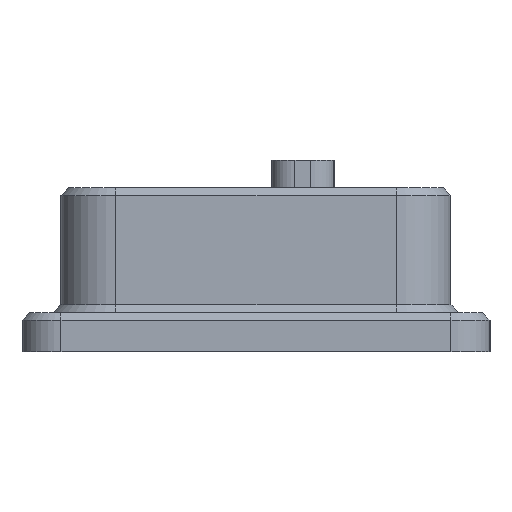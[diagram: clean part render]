
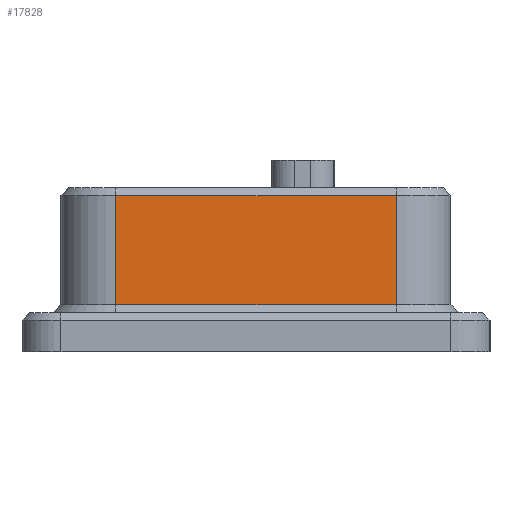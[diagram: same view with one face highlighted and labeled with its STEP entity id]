
A CAD part, left-side view. The second image highlights one B-rep face of the part: STEP entity #17828.
In plain terms, the highlighted planar face has unit normal (-1, 0, 0).
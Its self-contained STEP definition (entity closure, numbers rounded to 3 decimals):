
#5644 = PLANE('',#5645);
#5645 = AXIS2_PLACEMENT_3D('',#5646,#5647,#5648);
#5646 = CARTESIAN_POINT('',(2.5,48.,5.5));
#5647 = DIRECTION('',(-0.707,0.,0.707
    ));
#5648 = DIRECTION('',(0.,-1.,0.));
#14626 = VERTEX_POINT('',#14627);
#14627 = CARTESIAN_POINT('',(3.,12.,6.));
#14687 = CYLINDRICAL_SURFACE('',#14688,7.);
#14688 = AXIS2_PLACEMENT_3D('',#14689,#14690,#14691);
#14689 = CARTESIAN_POINT('',(10.,12.,5.));
#14690 = DIRECTION('',(-0.,-0.,-1.));
#14691 = DIRECTION('',(1.,0.,0.));
#14703 = VERTEX_POINT('',#14704);
#14704 = CARTESIAN_POINT('',(3.,48.,6.));
#14727 = EDGE_CURVE('',#14703,#14626,#14728,.T.);
#14728 = SURFACE_CURVE('',#14729,(#14733,#14740),.PCURVE_S1.);
#14729 = LINE('',#14730,#14731);
#14730 = CARTESIAN_POINT('',(3.,48.,6.));
#14731 = VECTOR('',#14732,1.);
#14732 = DIRECTION('',(0.,-1.,0.));
#14733 = PCURVE('',#5644,#14734);
#14734 = DEFINITIONAL_REPRESENTATION('',(#14735),#14739);
#14735 = LINE('',#14736,#14737);
#14736 = CARTESIAN_POINT('',(0.,0.707));
#14737 = VECTOR('',#14738,1.);
#14738 = DIRECTION('',(1.,0.));
#14739 = ( GEOMETRIC_REPRESENTATION_CONTEXT(2) 
PARAMETRIC_REPRESENTATION_CONTEXT() REPRESENTATION_CONTEXT('2D SPACE',''
  ) );
#14740 = PCURVE('',#14741,#14746);
#14741 = PLANE('',#14742);
#14742 = AXIS2_PLACEMENT_3D('',#14743,#14744,#14745);
#14743 = CARTESIAN_POINT('',(3.,48.,5.));
#14744 = DIRECTION('',(1.,0.,0.));
#14745 = DIRECTION('',(0.,-1.,0.));
#14746 = DEFINITIONAL_REPRESENTATION('',(#14747),#14751);
#14747 = LINE('',#14748,#14749);
#14748 = CARTESIAN_POINT('',(0.,-1.));
#14749 = VECTOR('',#14750,1.);
#14750 = DIRECTION('',(1.,0.));
#14751 = ( GEOMETRIC_REPRESENTATION_CONTEXT(2) 
PARAMETRIC_REPRESENTATION_CONTEXT() REPRESENTATION_CONTEXT('2D SPACE',''
  ) );
#14828 = CYLINDRICAL_SURFACE('',#14829,7.);
#14829 = AXIS2_PLACEMENT_3D('',#14830,#14831,#14832);
#14830 = CARTESIAN_POINT('',(10.,48.,5.));
#14831 = DIRECTION('',(-0.,-0.,-1.));
#14832 = DIRECTION('',(1.,0.,0.));
#17755 = EDGE_CURVE('',#14626,#17756,#17758,.T.);
#17756 = VERTEX_POINT('',#17757);
#17757 = CARTESIAN_POINT('',(3.,12.,20.));
#17758 = SURFACE_CURVE('',#17759,(#17763,#17770),.PCURVE_S1.);
#17759 = LINE('',#17760,#17761);
#17760 = CARTESIAN_POINT('',(3.,12.,5.));
#17761 = VECTOR('',#17762,1.);
#17762 = DIRECTION('',(0.,0.,1.));
#17763 = PCURVE('',#14687,#17764);
#17764 = DEFINITIONAL_REPRESENTATION('',(#17765),#17769);
#17765 = LINE('',#17766,#17767);
#17766 = CARTESIAN_POINT('',(-3.142,0.));
#17767 = VECTOR('',#17768,1.);
#17768 = DIRECTION('',(-0.,-1.));
#17769 = ( GEOMETRIC_REPRESENTATION_CONTEXT(2) 
PARAMETRIC_REPRESENTATION_CONTEXT() REPRESENTATION_CONTEXT('2D SPACE',''
  ) );
#17770 = PCURVE('',#14741,#17771);
#17771 = DEFINITIONAL_REPRESENTATION('',(#17772),#17776);
#17772 = LINE('',#17773,#17774);
#17773 = CARTESIAN_POINT('',(36.,0.));
#17774 = VECTOR('',#17775,1.);
#17775 = DIRECTION('',(0.,-1.));
#17776 = ( GEOMETRIC_REPRESENTATION_CONTEXT(2) 
PARAMETRIC_REPRESENTATION_CONTEXT() REPRESENTATION_CONTEXT('2D SPACE',''
  ) );
#17828 = ADVANCED_FACE('',(#17829),#14741,.F.);
#17829 = FACE_BOUND('',#17830,.F.);
#17830 = EDGE_LOOP('',(#17831,#17854,#17880,#17881));
#17831 = ORIENTED_EDGE('',*,*,#17832,.T.);
#17832 = EDGE_CURVE('',#14703,#17833,#17835,.T.);
#17833 = VERTEX_POINT('',#17834);
#17834 = CARTESIAN_POINT('',(3.,48.,20.));
#17835 = SURFACE_CURVE('',#17836,(#17840,#17847),.PCURVE_S1.);
#17836 = LINE('',#17837,#17838);
#17837 = CARTESIAN_POINT('',(3.,48.,5.));
#17838 = VECTOR('',#17839,1.);
#17839 = DIRECTION('',(0.,0.,1.));
#17840 = PCURVE('',#14741,#17841);
#17841 = DEFINITIONAL_REPRESENTATION('',(#17842),#17846);
#17842 = LINE('',#17843,#17844);
#17843 = CARTESIAN_POINT('',(0.,0.));
#17844 = VECTOR('',#17845,1.);
#17845 = DIRECTION('',(0.,-1.));
#17846 = ( GEOMETRIC_REPRESENTATION_CONTEXT(2) 
PARAMETRIC_REPRESENTATION_CONTEXT() REPRESENTATION_CONTEXT('2D SPACE',''
  ) );
#17847 = PCURVE('',#14828,#17848);
#17848 = DEFINITIONAL_REPRESENTATION('',(#17849),#17853);
#17849 = LINE('',#17850,#17851);
#17850 = CARTESIAN_POINT('',(-3.142,0.));
#17851 = VECTOR('',#17852,1.);
#17852 = DIRECTION('',(-0.,-1.));
#17853 = ( GEOMETRIC_REPRESENTATION_CONTEXT(2) 
PARAMETRIC_REPRESENTATION_CONTEXT() REPRESENTATION_CONTEXT('2D SPACE',''
  ) );
#17854 = ORIENTED_EDGE('',*,*,#17855,.T.);
#17855 = EDGE_CURVE('',#17833,#17756,#17856,.T.);
#17856 = SURFACE_CURVE('',#17857,(#17861,#17868),.PCURVE_S1.);
#17857 = LINE('',#17858,#17859);
#17858 = CARTESIAN_POINT('',(3.,48.,20.));
#17859 = VECTOR('',#17860,1.);
#17860 = DIRECTION('',(0.,-1.,0.));
#17861 = PCURVE('',#14741,#17862);
#17862 = DEFINITIONAL_REPRESENTATION('',(#17863),#17867);
#17863 = LINE('',#17864,#17865);
#17864 = CARTESIAN_POINT('',(0.,-15.));
#17865 = VECTOR('',#17866,1.);
#17866 = DIRECTION('',(1.,0.));
#17867 = ( GEOMETRIC_REPRESENTATION_CONTEXT(2) 
PARAMETRIC_REPRESENTATION_CONTEXT() REPRESENTATION_CONTEXT('2D SPACE',''
  ) );
#17868 = PCURVE('',#17869,#17874);
#17869 = PLANE('',#17870);
#17870 = AXIS2_PLACEMENT_3D('',#17871,#17872,#17873);
#17871 = CARTESIAN_POINT('',(3.5,48.,20.5));
#17872 = DIRECTION('',(0.707,0.,
    -0.707));
#17873 = DIRECTION('',(0.,1.,0.));
#17874 = DEFINITIONAL_REPRESENTATION('',(#17875),#17879);
#17875 = LINE('',#17876,#17877);
#17876 = CARTESIAN_POINT('',(-0.,-0.707));
#17877 = VECTOR('',#17878,1.);
#17878 = DIRECTION('',(-1.,0.));
#17879 = ( GEOMETRIC_REPRESENTATION_CONTEXT(2) 
PARAMETRIC_REPRESENTATION_CONTEXT() REPRESENTATION_CONTEXT('2D SPACE',''
  ) );
#17880 = ORIENTED_EDGE('',*,*,#17755,.F.);
#17881 = ORIENTED_EDGE('',*,*,#14727,.F.);
